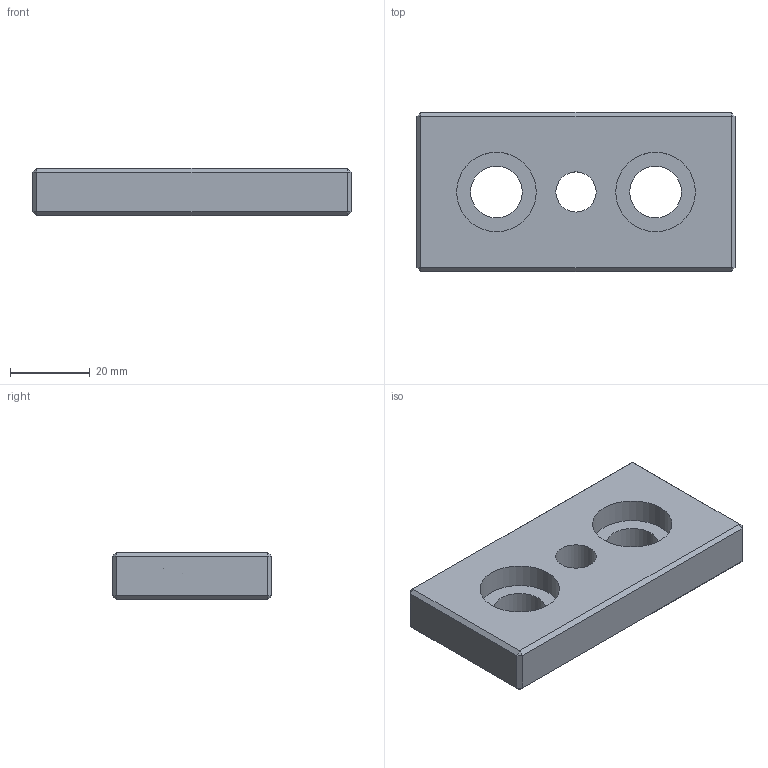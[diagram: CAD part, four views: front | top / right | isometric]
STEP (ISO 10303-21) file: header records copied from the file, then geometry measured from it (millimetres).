
FILE_DESCRIPTION(/* description */ ('Upínací příruba profilu 40x80 - M12'),/* implementation_level */ '2;1');
FILE_NAME(/* name */ '524083.stp',/* time_stamp */ '2023-09-07T10:06:51+02:00',/* author */ ('Špaček'),/* organization */ ('Alutec K&K'),/* preprocessor_version */ 'ST-DEVELOPER v18.1',/* originating_system */ 'Autodesk Inventor 2021',/* authorisation */ '');
FILE_SCHEMA (('AUTOMOTIVE_DESIGN { 1 0 10303 214 3 1 1 }'));
Length unit declared in the file: millimetre
Products named in the file (1): 524083
Bounding box: 80 x 40 x 12 mm (x, y, z)
Volume: 31816.1 mm3; surface area: 9901.4 mm2
Topology: 1 solids, 1 shells, 33 faces, 63 edges, 34 vertices
Faces by surface type: plane 28, cylinder 5
Full cylindrical faces by diameter (mm): 10.106 x1, 13 x2, 20 x2
Entity records: 848 total; most frequent: DIRECTION 141, CARTESIAN_POINT 131, ORIENTED_EDGE 126, EDGE_CURVE 63, LINE 53, VECTOR 53, AXIS2_PLACEMENT_3D 44, EDGE_LOOP 41
